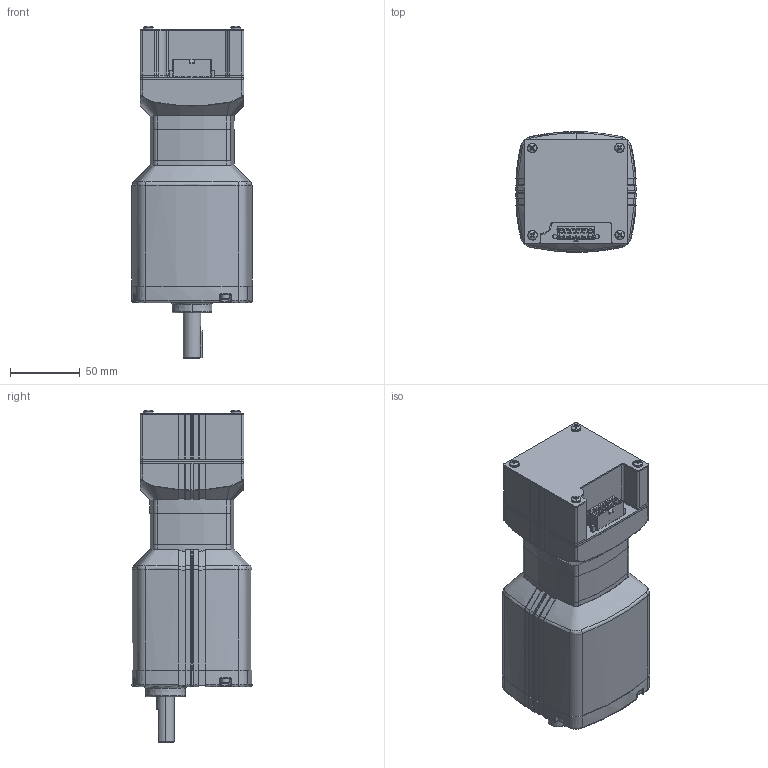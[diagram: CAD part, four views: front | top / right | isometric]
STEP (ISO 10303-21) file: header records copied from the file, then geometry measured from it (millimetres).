
FILE_DESCRIPTION (( 'STEP AP203' ), '1' );
FILE_NAME ('INFM0187.STEP', '2013-04-27T02:32:56', ( '' ), ( '' ), 'SwSTEP 2.0', 'SolidWorks 2012', '' );
FILE_SCHEMA (( 'CONFIG_CONTROL_DESIGN' ));
Length unit declared in the file: inch
Products named in the file (1): INFM0187
Bounding box: 86.5 x 86.12 x 237.3 mm (x, y, z)
Surface area: 119188.5 mm2 (no closed solid volume)
Topology: 0 solids, 19 shells, 933 faces, 2947 edges, 1954 vertices
Faces by surface type: plane 320, cylinder 234, bspline 197, cone 97, torus 77, sphere 8
Entity records: 39868 total; most frequent: CARTESIAN_POINT 15820, ORIENTED_EDGE 4822, DIRECTION 4695, EDGE_CURVE 2939, VERTEX_POINT 1954, AXIS2_PLACEMENT_3D 1793, VECTOR 1109, LINE 1109
